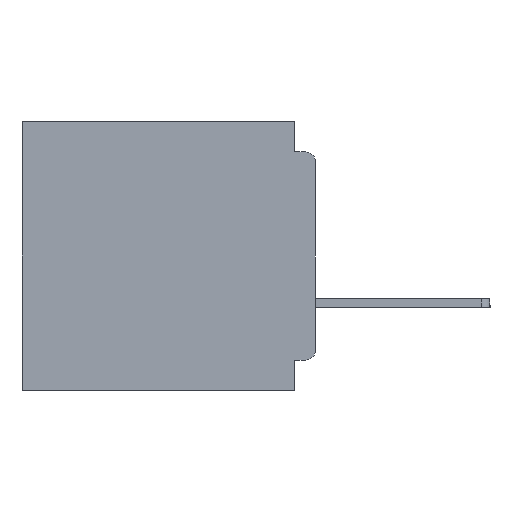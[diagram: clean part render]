
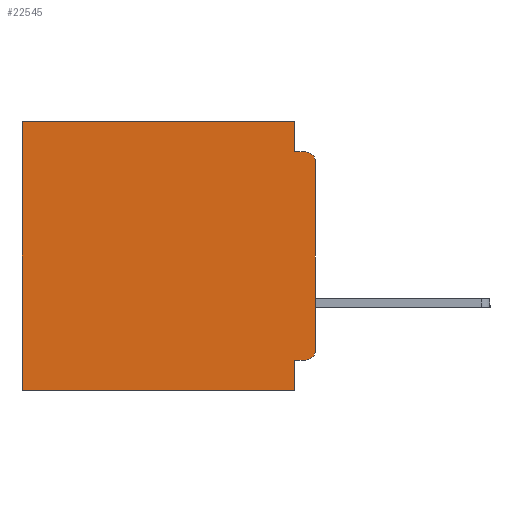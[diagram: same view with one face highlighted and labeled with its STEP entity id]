
A CAD part, left-side view. The second image highlights one B-rep face of the part: STEP entity #22545.
In plain terms, the highlighted planar face has unit normal (-1, 0, 0).
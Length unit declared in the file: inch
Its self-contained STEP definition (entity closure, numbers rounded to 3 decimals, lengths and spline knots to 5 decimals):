
#653 = ORIENTED_EDGE ( 'NONE', *, *, #16661, .F. ) ;
#1098 = FACE_OUTER_BOUND ( 'NONE', #3324, .T. ) ;
#1576 = CIRCLE ( 'NONE', #38200, 0.015 ) ;
#1615 = EDGE_CURVE ( 'NONE', #20514, #15207, #30903, .T. ) ;
#2882 = EDGE_CURVE ( 'NONE', #42369, #15207, #26177, .T. ) ;
#3324 = EDGE_LOOP ( 'NONE', ( #19339, #4641, #34609, #33437, #12180, #42337, #9489, #653, #4826, #4613 ) ) ;
#4613 = ORIENTED_EDGE ( 'NONE', *, *, #18229, .T. ) ;
#4641 = ORIENTED_EDGE ( 'NONE', *, *, #34724, .T. ) ;
#4665 = CARTESIAN_POINT ( 'NONE',  ( 0.3, 0.437, 0. ) ) ;
#4826 = ORIENTED_EDGE ( 'NONE', *, *, #9885, .F. ) ;
#6377 = CARTESIAN_POINT ( 'NONE',  ( 0.3, 0.015, -0.34 ) ) ;
#6717 = VECTOR ( 'NONE', #28537, 39.37008 ) ;
#7193 = EDGE_CURVE ( 'NONE', #39230, #22301, #37796, .T. ) ;
#8114 = VECTOR ( 'NONE', #17947, 39.37008 ) ;
#8428 = CARTESIAN_POINT ( 'NONE',  ( 0.3, 0.015, -0.06 ) ) ;
#9489 = ORIENTED_EDGE ( 'NONE', *, *, #1615, .F. ) ;
#9753 = DIRECTION ( 'NONE',  ( 0., 0., -1. ) ) ;
#9885 = EDGE_CURVE ( 'NONE', #20550, #34602, #26299, .T. ) ;
#10524 = VECTOR ( 'NONE', #12133, 39.37008 ) ;
#10923 = CARTESIAN_POINT ( 'NONE',  ( 0.3, 0., -0.4 ) ) ;
#11237 = CARTESIAN_POINT ( 'NONE',  ( 0.3, 0.437, -0.4 ) ) ;
#11800 = DIRECTION ( 'NONE',  ( 0., 0., -1. ) ) ;
#11977 = VERTEX_POINT ( 'NONE', #14905 ) ;
#12133 = DIRECTION ( 'NONE',  ( 0., 0., -1. ) ) ;
#12180 = ORIENTED_EDGE ( 'NONE', *, *, #35950, .T. ) ;
#12635 = LINE ( 'NONE', #18679, #10524 ) ;
#14189 = CARTESIAN_POINT ( 'NONE',  ( 0.3, 0.015, -0.355 ) ) ;
#14634 = DIRECTION ( 'NONE',  ( 0., 1., 0. ) ) ;
#14724 = AXIS2_PLACEMENT_3D ( 'NONE', #21962, #15429, #38617 ) ;
#14905 = CARTESIAN_POINT ( 'NONE',  ( 0.3, 0., -0.06 ) ) ;
#15207 = VERTEX_POINT ( 'NONE', #11237 ) ;
#15429 = DIRECTION ( 'NONE',  ( 1., 0., 0. ) ) ;
#16661 = EDGE_CURVE ( 'NONE', #34602, #20514, #12635, .T. ) ;
#17358 = CARTESIAN_POINT ( 'NONE',  ( 0.3, 0.031, -0.355 ) ) ;
#17886 = LINE ( 'NONE', #34819, #8114 ) ;
#17947 = DIRECTION ( 'NONE',  ( 0., 1., 0. ) ) ;
#18193 = VECTOR ( 'NONE', #21439, 39.37008 ) ;
#18229 = EDGE_CURVE ( 'NONE', #20550, #33896, #1576, .T. ) ;
#18679 = CARTESIAN_POINT ( 'NONE',  ( 0.3, 0.031, -0.4 ) ) ;
#19096 = CARTESIAN_POINT ( 'NONE',  ( 0.3, 0.031, 0. ) ) ;
#19339 = ORIENTED_EDGE ( 'NONE', *, *, #31442, .F. ) ;
#19615 = DIRECTION ( 'NONE',  ( 0., 1., 0. ) ) ;
#20514 = VERTEX_POINT ( 'NONE', #33727 ) ;
#20550 = VERTEX_POINT ( 'NONE', #14189 ) ;
#21096 = CARTESIAN_POINT ( 'NONE',  ( 0.3, 0., -0.34 ) ) ;
#21439 = DIRECTION ( 'NONE',  ( 0., 0., -1. ) ) ;
#21462 = CARTESIAN_POINT ( 'NONE',  ( 0.3, 0., -0.4 ) ) ;
#21962 = CARTESIAN_POINT ( 'NONE',  ( 0.3, 0., -0.4 ) ) ;
#22301 = VERTEX_POINT ( 'NONE', #33282 ) ;
#22482 = DIRECTION ( 'NONE',  ( 0., 0., -1. ) ) ;
#22545 = ADVANCED_FACE ( 'NONE', ( #1098 ), #35300, .F. ) ;
#23129 = VECTOR ( 'NONE', #19615, 39.37008 ) ;
#25166 = CARTESIAN_POINT ( 'NONE',  ( 0.3, 0., -0.045 ) ) ;
#26177 = LINE ( 'NONE', #26646, #42658 ) ;
#26270 = DIRECTION ( 'NONE',  ( 0., 0., -1. ) ) ;
#26299 = LINE ( 'NONE', #34341, #42779 ) ;
#26646 = CARTESIAN_POINT ( 'NONE',  ( 0.3, 0.437, -0.4 ) ) ;
#27173 = LINE ( 'NONE', #10923, #18193 ) ;
#28537 = DIRECTION ( 'NONE',  ( 0., -1., 0. ) ) ;
#29487 = VERTEX_POINT ( 'NONE', #38121 ) ;
#29594 = DIRECTION ( 'NONE',  ( -1., 0., 0. ) ) ;
#30903 = LINE ( 'NONE', #21462, #23129 ) ;
#31442 = EDGE_CURVE ( 'NONE', #11977, #33896, #27173, .T. ) ;
#31588 = DIRECTION ( 'NONE',  ( -1., 0., 0. ) ) ;
#33143 = LINE ( 'NONE', #25166, #6717 ) ;
#33282 = CARTESIAN_POINT ( 'NONE',  ( 0.3, 0.031, -0.045 ) ) ;
#33437 = ORIENTED_EDGE ( 'NONE', *, *, #7193, .F. ) ;
#33727 = CARTESIAN_POINT ( 'NONE',  ( 0.3, 0.031, -0.4 ) ) ;
#33896 = VERTEX_POINT ( 'NONE', #21096 ) ;
#34321 = AXIS2_PLACEMENT_3D ( 'NONE', #8428, #31588, #11800 ) ;
#34341 = CARTESIAN_POINT ( 'NONE',  ( 0.3, 0., -0.355 ) ) ;
#34602 = VERTEX_POINT ( 'NONE', #17358 ) ;
#34609 = ORIENTED_EDGE ( 'NONE', *, *, #41860, .F. ) ;
#34724 = EDGE_CURVE ( 'NONE', #11977, #29487, #36737, .T. ) ;
#34819 = CARTESIAN_POINT ( 'NONE',  ( 0.3, 0., 0. ) ) ;
#35300 = PLANE ( 'NONE',  #14724 ) ;
#35950 = EDGE_CURVE ( 'NONE', #39230, #42369, #17886, .T. ) ;
#36301 = CARTESIAN_POINT ( 'NONE',  ( 0.3, 0.031, 0. ) ) ;
#36737 = CIRCLE ( 'NONE', #34321, 0.015 ) ;
#36763 = VECTOR ( 'NONE', #22482, 39.37008 ) ;
#37796 = LINE ( 'NONE', #19096, #36763 ) ;
#38121 = CARTESIAN_POINT ( 'NONE',  ( 0.3, 0.015, -0.045 ) ) ;
#38200 = AXIS2_PLACEMENT_3D ( 'NONE', #6377, #29594, #9753 ) ;
#38617 = DIRECTION ( 'NONE',  ( 0., 0., -1. ) ) ;
#39230 = VERTEX_POINT ( 'NONE', #36301 ) ;
#41860 = EDGE_CURVE ( 'NONE', #22301, #29487, #33143, .T. ) ;
#42337 = ORIENTED_EDGE ( 'NONE', *, *, #2882, .T. ) ;
#42369 = VERTEX_POINT ( 'NONE', #4665 ) ;
#42658 = VECTOR ( 'NONE', #26270, 39.37008 ) ;
#42779 = VECTOR ( 'NONE', #14634, 39.37008 ) ;
